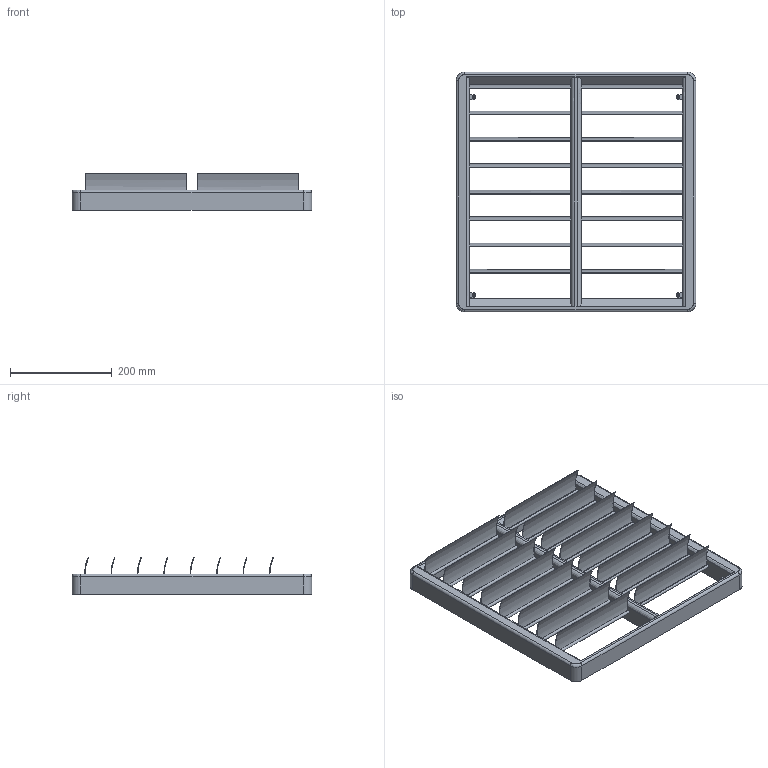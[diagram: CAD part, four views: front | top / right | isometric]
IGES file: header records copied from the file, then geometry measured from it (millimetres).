
Start section: SolidWorks IGES file using analytic representation for surfaces
Global section: file name: 2000002456.IGS; native system: SolidWorks 2021; preprocessor: SolidWorks 2021; author: sehling; date: 231218.094932; units: millimetre
Bounding box: 472 x 472 x 72.4 mm (x, y, z)
Surface area: 647746.5 mm2 (no closed solid volume)
Topology: 0 solids, 0 shells, 217 faces, 3068 edges, 3068 vertices
Faces by surface type: revolution 130, bspline 87
